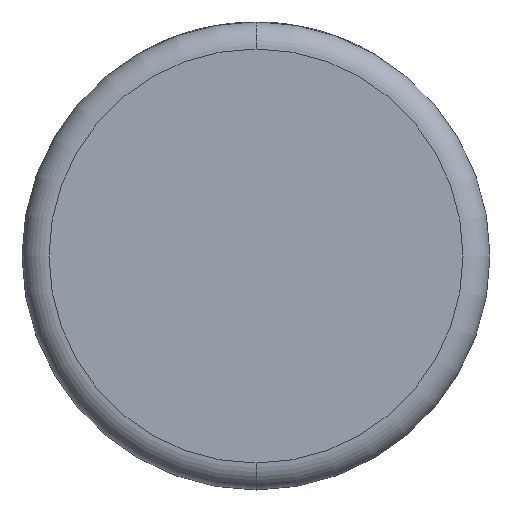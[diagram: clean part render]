
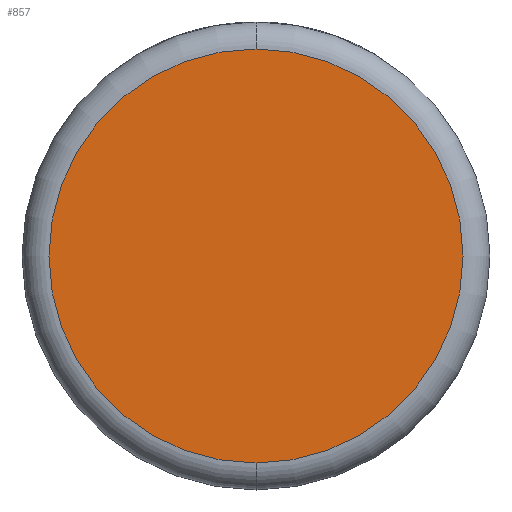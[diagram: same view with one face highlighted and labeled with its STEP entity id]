
A CAD part, front view. The second image highlights one B-rep face of the part: STEP entity #857.
In plain terms, the highlighted planar face has unit normal (0, -1, 0).
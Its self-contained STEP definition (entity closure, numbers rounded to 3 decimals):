
#404 = EDGE_CURVE ( 'NONE', #1287, #4810, #2517, .T. ) ;
#857 = ADVANCED_FACE ( 'NONE', ( #1036 ), #3286, .F. ) ;
#1036 = FACE_OUTER_BOUND ( 'NONE', #3928, .T. ) ;
#1087 = CIRCLE ( 'NONE', #1517, 15.926 ) ;
#1287 = VERTEX_POINT ( 'NONE', #4013 ) ;
#1517 = AXIS2_PLACEMENT_3D ( 'NONE', #2808, #1725, #3589 ) ;
#1725 = DIRECTION ( 'NONE',  ( 0., -1., 0. ) ) ;
#1764 = DIRECTION ( 'NONE',  ( 0., 0., 1. ) ) ;
#1937 = DIRECTION ( 'NONE',  ( 0., 0., 1. ) ) ;
#1992 = EDGE_CURVE ( 'NONE', #4810, #1287, #1087, .T. ) ;
#2067 = ORIENTED_EDGE ( 'NONE', *, *, #404, .T. ) ;
#2195 = DIRECTION ( 'NONE',  ( 0., -1., 0. ) ) ;
#2517 = CIRCLE ( 'NONE', #4095, 15.926 ) ;
#2808 = CARTESIAN_POINT ( 'NONE',  ( 0., 0., 0. ) ) ;
#3006 = CARTESIAN_POINT ( 'NONE',  ( 0., 0., 0. ) ) ;
#3286 = PLANE ( 'NONE',  #4640 ) ;
#3311 = CARTESIAN_POINT ( 'NONE',  ( 0., 0., 0. ) ) ;
#3589 = DIRECTION ( 'NONE',  ( 0., 0., 1. ) ) ;
#3928 = EDGE_LOOP ( 'NONE', ( #4380, #2067 ) ) ;
#4013 = CARTESIAN_POINT ( 'NONE',  ( 0., 0., -15.926 ) ) ;
#4095 = AXIS2_PLACEMENT_3D ( 'NONE', #3311, #2195, #1764 ) ;
#4147 = DIRECTION ( 'NONE',  ( 0., 1., 0. ) ) ;
#4380 = ORIENTED_EDGE ( 'NONE', *, *, #1992, .T. ) ;
#4639 = CARTESIAN_POINT ( 'NONE',  ( 0., 0., 15.926 ) ) ;
#4640 = AXIS2_PLACEMENT_3D ( 'NONE', #3006, #4147, #1937 ) ;
#4810 = VERTEX_POINT ( 'NONE', #4639 ) ;
